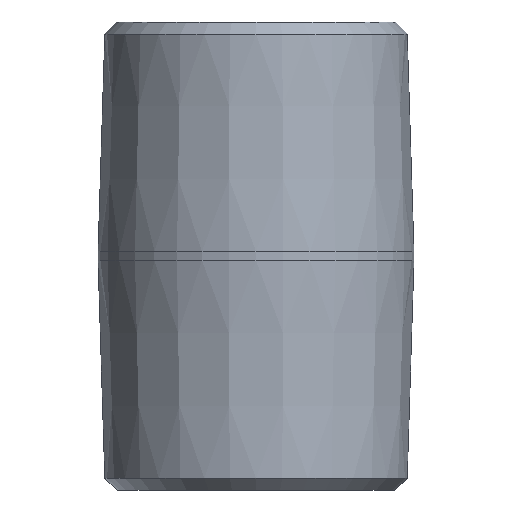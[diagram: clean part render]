
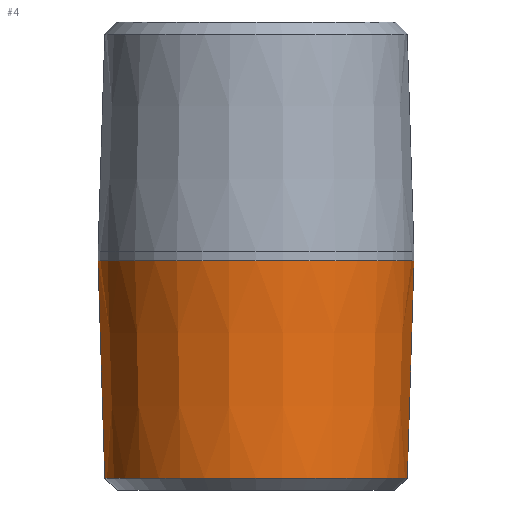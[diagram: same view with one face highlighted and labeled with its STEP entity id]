
A CAD part, front view. The second image highlights one B-rep face of the part: STEP entity #4.
In plain terms, the highlighted conical face has half-angle 1.78 degrees and reference radius 8.572 mm.
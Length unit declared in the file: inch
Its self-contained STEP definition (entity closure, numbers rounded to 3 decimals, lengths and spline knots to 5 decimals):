
#1 = CARTESIAN_POINT ( 'NONE',  ( 0., 0., 0.02499 ) ) ;
#3 = CARTESIAN_POINT ( 'NONE',  ( 0.32305, 0., 0.02499 ) ) ;
#4 = ADVANCED_FACE ( 'NONE', ( #524 ), #32, .T. ) ;
#20 = VECTOR ( 'NONE', #111, 39.37008 ) ;
#28 = VERTEX_POINT ( 'NONE', #395 ) ;
#29 = AXIS2_PLACEMENT_3D ( 'NONE', #1, #423, #212 ) ;
#32 = CONICAL_SURFACE ( 'NONE', #57, 0.3375, 0.031 ) ;
#57 = AXIS2_PLACEMENT_3D ( 'NONE', #143, #311, #62 ) ;
#62 = DIRECTION ( 'NONE',  ( 1., 0., 0. ) ) ;
#68 = EDGE_CURVE ( 'NONE', #460, #28, #375, .T. ) ;
#71 = CARTESIAN_POINT ( 'NONE',  ( -0.3375, 0., 0.49 ) ) ;
#74 = LINE ( 'NONE', #238, #20 ) ;
#91 = ORIENTED_EDGE ( 'NONE', *, *, #328, .T. ) ;
#111 = DIRECTION ( 'NONE',  ( 0.031, 0., 1. ) ) ;
#134 = ORIENTED_EDGE ( 'NONE', *, *, #157, .F. ) ;
#136 = ORIENTED_EDGE ( 'NONE', *, *, #68, .T. ) ;
#143 = CARTESIAN_POINT ( 'NONE',  ( 0., 0., 0.49 ) ) ;
#157 = EDGE_CURVE ( 'NONE', #341, #28, #452, .T. ) ;
#181 = DIRECTION ( 'NONE',  ( 0., 0., -1. ) ) ;
#212 = DIRECTION ( 'NONE',  ( -1., 0., 0. ) ) ;
#223 = DIRECTION ( 'NONE',  ( -1., 0., 0. ) ) ;
#238 = CARTESIAN_POINT ( 'NONE',  ( 0.3375, 0., 0.49 ) ) ;
#270 = ORIENTED_EDGE ( 'NONE', *, *, #290, .T. ) ;
#290 = EDGE_CURVE ( 'NONE', #357, #460, #74, .T. ) ;
#311 = DIRECTION ( 'NONE',  ( 0., 0., 1. ) ) ;
#317 = AXIS2_PLACEMENT_3D ( 'NONE', #475, #181, #223 ) ;
#320 = CIRCLE ( 'NONE', #29, 0.32305 ) ;
#328 = EDGE_CURVE ( 'NONE', #341, #357, #320, .T. ) ;
#341 = VERTEX_POINT ( 'NONE', #517 ) ;
#357 = VERTEX_POINT ( 'NONE', #3 ) ;
#372 = EDGE_LOOP ( 'NONE', ( #134, #91, #270, #136 ) ) ;
#375 = CIRCLE ( 'NONE', #317, 0.3375 ) ;
#395 = CARTESIAN_POINT ( 'NONE',  ( -0.3375, 0., 0.49 ) ) ;
#423 = DIRECTION ( 'NONE',  ( 0., 0., 1. ) ) ;
#452 = LINE ( 'NONE', #71, #472 ) ;
#460 = VERTEX_POINT ( 'NONE', #486 ) ;
#472 = VECTOR ( 'NONE', #498, 39.37008 ) ;
#475 = CARTESIAN_POINT ( 'NONE',  ( 0., 0., 0.49 ) ) ;
#486 = CARTESIAN_POINT ( 'NONE',  ( 0.3375, 0., 0.49 ) ) ;
#498 = DIRECTION ( 'NONE',  ( -0.031, 0., 1. ) ) ;
#517 = CARTESIAN_POINT ( 'NONE',  ( -0.32305, 0., 0.02499 ) ) ;
#524 = FACE_OUTER_BOUND ( 'NONE', #372, .T. ) ;
